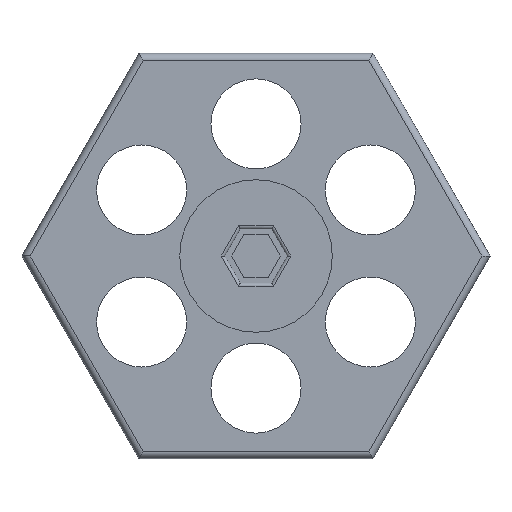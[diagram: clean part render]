
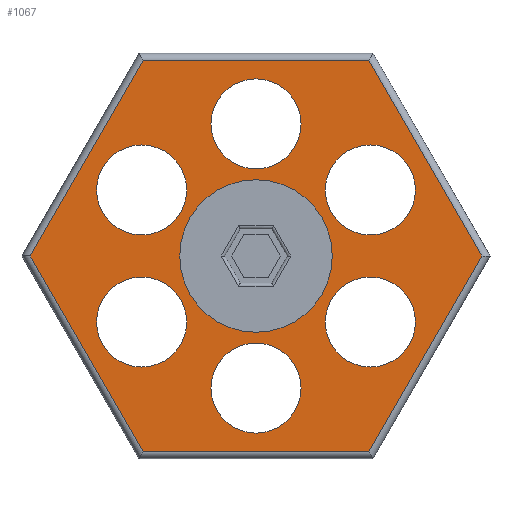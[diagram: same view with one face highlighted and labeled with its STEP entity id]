
A CAD part, front view. The second image highlights one B-rep face of the part: STEP entity #1067.
In plain terms, the highlighted planar face has unit normal (0, -1, 0).
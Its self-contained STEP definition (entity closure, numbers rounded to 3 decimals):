
#17=FACE_BOUND('',#185,.T.);
#18=FACE_BOUND('',#186,.T.);
#19=FACE_BOUND('',#187,.T.);
#20=FACE_BOUND('',#188,.T.);
#21=FACE_BOUND('',#189,.T.);
#22=FACE_BOUND('',#190,.T.);
#23=FACE_BOUND('',#191,.T.);
#33=CIRCLE('',#1142,7.5);
#35=CIRCLE('',#1145,7.5);
#37=CIRCLE('',#1148,7.5);
#39=CIRCLE('',#1151,7.5);
#41=CIRCLE('',#1154,7.5);
#43=CIRCLE('',#1157,7.5);
#45=CIRCLE('',#1162,12.7);
#64=PLANE('',#1178);
#120=FACE_OUTER_BOUND('',#184,.T.);
#184=EDGE_LOOP('',(#872,#873,#874,#875,#876,#877));
#185=EDGE_LOOP('',(#878));
#186=EDGE_LOOP('',(#879));
#187=EDGE_LOOP('',(#880));
#188=EDGE_LOOP('',(#881));
#189=EDGE_LOOP('',(#882));
#190=EDGE_LOOP('',(#883));
#191=EDGE_LOOP('',(#884));
#292=LINE('',#1663,#407);
#293=LINE('',#1668,#408);
#295=LINE('',#1676,#410);
#298=LINE('',#1684,#413);
#300=LINE('',#1688,#415);
#302=LINE('',#1691,#417);
#407=VECTOR('',#1361,10.);
#408=VECTOR('',#1366,10.);
#410=VECTOR('',#1374,10.);
#413=VECTOR('',#1381,10.);
#415=VECTOR('',#1387,10.);
#417=VECTOR('',#1391,10.);
#503=VERTEX_POINT('',#1615);
#505=VERTEX_POINT('',#1621);
#507=VERTEX_POINT('',#1627);
#509=VERTEX_POINT('',#1633);
#511=VERTEX_POINT('',#1639);
#513=VERTEX_POINT('',#1645);
#515=VERTEX_POINT('',#1653);
#518=VERTEX_POINT('',#1660);
#519=VERTEX_POINT('',#1662);
#520=VERTEX_POINT('',#1666);
#521=VERTEX_POINT('',#1667);
#524=VERTEX_POINT('',#1675);
#527=VERTEX_POINT('',#1683);
#613=EDGE_CURVE('',#503,#503,#33,.T.);
#616=EDGE_CURVE('',#505,#505,#35,.T.);
#619=EDGE_CURVE('',#507,#507,#37,.T.);
#622=EDGE_CURVE('',#509,#509,#39,.T.);
#625=EDGE_CURVE('',#511,#511,#41,.T.);
#628=EDGE_CURVE('',#513,#513,#43,.T.);
#632=EDGE_CURVE('',#515,#515,#45,.T.);
#635=EDGE_CURVE('',#518,#519,#292,.T.);
#637=EDGE_CURVE('',#520,#521,#293,.T.);
#641=EDGE_CURVE('',#521,#524,#295,.T.);
#645=EDGE_CURVE('',#524,#527,#298,.T.);
#648=EDGE_CURVE('',#527,#518,#300,.T.);
#650=EDGE_CURVE('',#519,#520,#302,.T.);
#872=ORIENTED_EDGE('',*,*,#637,.F.);
#873=ORIENTED_EDGE('',*,*,#650,.F.);
#874=ORIENTED_EDGE('',*,*,#635,.F.);
#875=ORIENTED_EDGE('',*,*,#648,.F.);
#876=ORIENTED_EDGE('',*,*,#645,.F.);
#877=ORIENTED_EDGE('',*,*,#641,.F.);
#878=ORIENTED_EDGE('',*,*,#613,.T.);
#879=ORIENTED_EDGE('',*,*,#616,.T.);
#880=ORIENTED_EDGE('',*,*,#619,.T.);
#881=ORIENTED_EDGE('',*,*,#622,.T.);
#882=ORIENTED_EDGE('',*,*,#625,.T.);
#883=ORIENTED_EDGE('',*,*,#628,.T.);
#884=ORIENTED_EDGE('',*,*,#632,.T.);
#1067=ADVANCED_FACE('',(#120,#17,#18,#19,#20,#21,#22,#23),#64,.F.);
#1142=AXIS2_PLACEMENT_3D('',#1616,#1307,#1308);
#1145=AXIS2_PLACEMENT_3D('',#1622,#1314,#1315);
#1148=AXIS2_PLACEMENT_3D('',#1628,#1321,#1322);
#1151=AXIS2_PLACEMENT_3D('',#1634,#1328,#1329);
#1154=AXIS2_PLACEMENT_3D('',#1640,#1335,#1336);
#1157=AXIS2_PLACEMENT_3D('',#1646,#1342,#1343);
#1162=AXIS2_PLACEMENT_3D('',#1655,#1354,#1355);
#1178=AXIS2_PLACEMENT_3D('',#1706,#1405,#1406);
#1307=DIRECTION('center_axis',(0.,1.,0.));
#1308=DIRECTION('ref_axis',(1.,0.,0.));
#1314=DIRECTION('center_axis',(0.,1.,0.));
#1315=DIRECTION('ref_axis',(1.,0.,0.));
#1321=DIRECTION('center_axis',(0.,1.,0.));
#1322=DIRECTION('ref_axis',(1.,0.,0.));
#1328=DIRECTION('center_axis',(0.,1.,0.));
#1329=DIRECTION('ref_axis',(1.,0.,0.));
#1335=DIRECTION('center_axis',(0.,1.,0.));
#1336=DIRECTION('ref_axis',(1.,0.,0.));
#1342=DIRECTION('center_axis',(0.,1.,0.));
#1343=DIRECTION('ref_axis',(1.,0.,0.));
#1354=DIRECTION('center_axis',(0.,1.,0.));
#1355=DIRECTION('ref_axis',(1.,0.,0.));
#1361=DIRECTION('',(0.5,0.,0.866));
#1366=DIRECTION('',(0.5,0.,-0.866));
#1374=DIRECTION('',(-0.5,0.,-0.866));
#1381=DIRECTION('',(-1.,0.,0.));
#1387=DIRECTION('',(-0.5,0.,0.866));
#1391=DIRECTION('',(1.,0.,0.));
#1405=DIRECTION('center_axis',(0.,1.,0.));
#1406=DIRECTION('ref_axis',(0.,0.,1.));
#1615=CARTESIAN_POINT('',(-7.5,0.,-22.));
#1616=CARTESIAN_POINT('Origin',(0.,0.,-22.));
#1621=CARTESIAN_POINT('',(-26.553,0.,11.));
#1622=CARTESIAN_POINT('Origin',(-19.053,0.,11.));
#1627=CARTESIAN_POINT('',(11.553,0.,11.));
#1628=CARTESIAN_POINT('Origin',(19.053,0.,11.));
#1633=CARTESIAN_POINT('',(11.553,0.,-11.));
#1634=CARTESIAN_POINT('Origin',(19.053,0.,-11.));
#1639=CARTESIAN_POINT('',(-26.553,0.,-11.));
#1640=CARTESIAN_POINT('Origin',(-19.053,0.,-11.));
#1645=CARTESIAN_POINT('',(-7.5,0.,22.));
#1646=CARTESIAN_POINT('Origin',(0.,0.,22.));
#1653=CARTESIAN_POINT('',(-12.7,0.,0.));
#1655=CARTESIAN_POINT('Origin',(0.,0.,0.));
#1660=CARTESIAN_POINT('',(-37.586,0.,0.));
#1662=CARTESIAN_POINT('',(-18.793,0.,32.551));
#1663=CARTESIAN_POINT('',(-33.061,0.,7.838));
#1666=CARTESIAN_POINT('',(18.793,0.,32.551));
#1667=CARTESIAN_POINT('',(37.586,0.,0.));
#1668=CARTESIAN_POINT('',(23.318,0.,24.713));
#1675=CARTESIAN_POINT('',(18.793,0.,-32.551));
#1676=CARTESIAN_POINT('',(33.061,0.,-7.838));
#1683=CARTESIAN_POINT('',(-18.793,0.,-32.551));
#1684=CARTESIAN_POINT('',(9.743,0.,-32.551));
#1688=CARTESIAN_POINT('',(-23.318,0.,-24.713));
#1691=CARTESIAN_POINT('',(-9.743,0.,32.551));
#1706=CARTESIAN_POINT('Origin',(0.,0.,0.));
